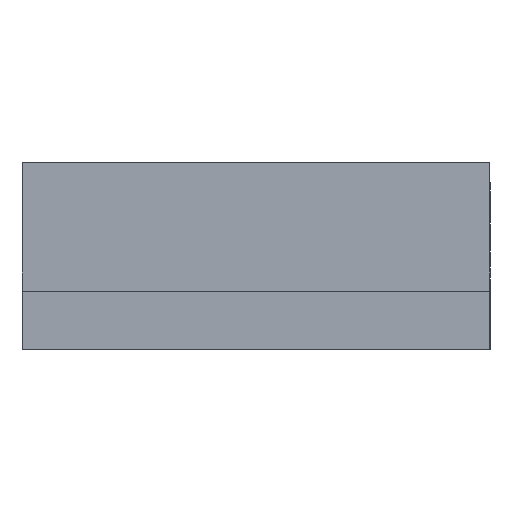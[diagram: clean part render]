
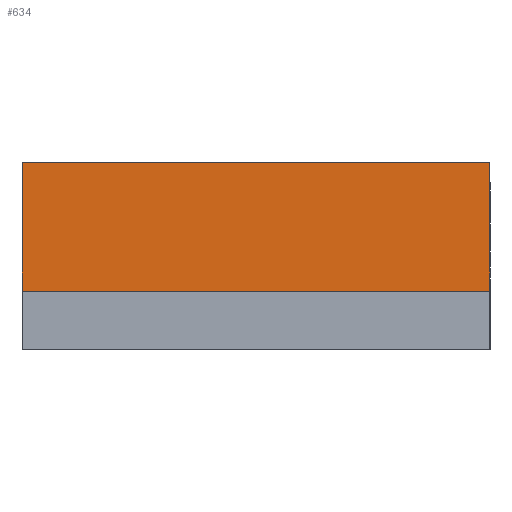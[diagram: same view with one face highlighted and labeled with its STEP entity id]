
A CAD part, left-side view. The second image highlights one B-rep face of the part: STEP entity #634.
In plain terms, the highlighted planar face has unit normal (-1, 0, 0).
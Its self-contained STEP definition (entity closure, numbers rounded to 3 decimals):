
#42=PLANE('',#708);
#78=FACE_OUTER_BOUND('',#126,.T.);
#126=EDGE_LOOP('',(#517,#518,#519,#520));
#173=LINE('',#1028,#229);
#181=LINE('',#1043,#237);
#183=LINE('',#1047,#239);
#184=LINE('',#1048,#240);
#229=VECTOR('',#841,10.);
#237=VECTOR('',#853,10.);
#239=VECTOR('',#857,10.);
#240=VECTOR('',#858,10.);
#322=VERTEX_POINT('',#1025);
#323=VERTEX_POINT('',#1027);
#328=VERTEX_POINT('',#1042);
#329=VERTEX_POINT('',#1046);
#389=EDGE_CURVE('',#322,#323,#173,.T.);
#397=EDGE_CURVE('',#323,#328,#181,.T.);
#399=EDGE_CURVE('',#329,#322,#183,.T.);
#400=EDGE_CURVE('',#329,#328,#184,.T.);
#517=ORIENTED_EDGE('',*,*,#399,.F.);
#518=ORIENTED_EDGE('',*,*,#400,.T.);
#519=ORIENTED_EDGE('',*,*,#397,.F.);
#520=ORIENTED_EDGE('',*,*,#389,.F.);
#634=ADVANCED_FACE('',(#78),#42,.T.);
#708=AXIS2_PLACEMENT_3D('',#1045,#855,#856);
#841=DIRECTION('',(0.,0.,1.));
#853=DIRECTION('',(0.,-1.,0.));
#855=DIRECTION('center_axis',(-1.,0.,0.));
#856=DIRECTION('ref_axis',(0.,-1.,0.));
#857=DIRECTION('',(0.,1.,0.));
#858=DIRECTION('',(0.,0.,1.));
#1025=CARTESIAN_POINT('',(15.925,40.,5.));
#1027=CARTESIAN_POINT('',(15.925,40.,16.));
#1028=CARTESIAN_POINT('',(15.925,40.,5.));
#1042=CARTESIAN_POINT('',(15.925,0.,16.));
#1043=CARTESIAN_POINT('',(15.925,0.,16.));
#1045=CARTESIAN_POINT('Origin',(15.925,40.,5.));
#1046=CARTESIAN_POINT('',(15.925,0.,5.));
#1047=CARTESIAN_POINT('',(15.925,30.,5.));
#1048=CARTESIAN_POINT('',(15.925,0.,5.));
